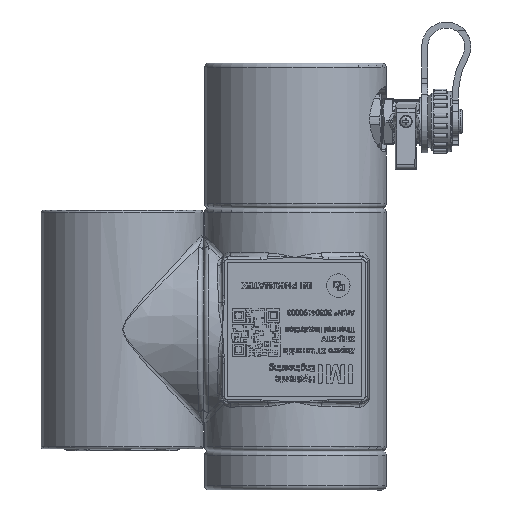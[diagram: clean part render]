
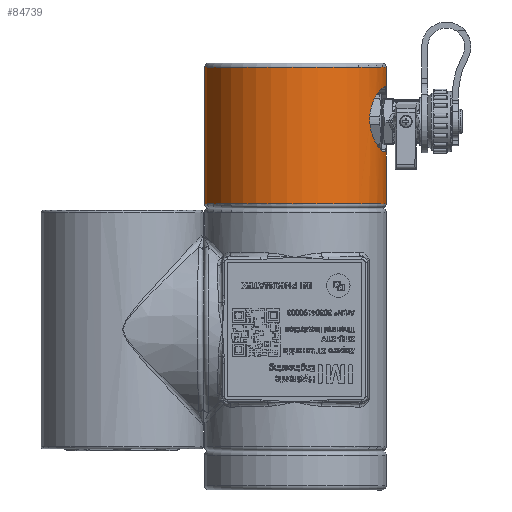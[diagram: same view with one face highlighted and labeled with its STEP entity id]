
A CAD part, left-side view. The second image highlights one B-rep face of the part: STEP entity #84739.
In plain terms, the highlighted cylindrical face has radius 42 mm (diameter 84 mm), a partial arc.
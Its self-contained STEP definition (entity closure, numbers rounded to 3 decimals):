
#3565=B_SPLINE_CURVE_WITH_KNOTS('',3,(#158240,#158241,#158242,#158243,#158244,
#158245,#158246,#158247,#158248,#158249),.UNSPECIFIED.,.F.,.F.,(4,2,2,2,
4),(0.151,0.189,0.227,0.265,
0.302),.UNSPECIFIED.);
#3566=B_SPLINE_CURVE_WITH_KNOTS('',3,(#158273,#158274,#158275,#158276,#158277,
#158278,#158279,#158280,#158281,#158282),.UNSPECIFIED.,.F.,.F.,(4,2,2,2,
4),(0.,0.038,0.075,0.113,0.151),
 .UNSPECIFIED.);
#3567=B_SPLINE_CURVE_WITH_KNOTS('',3,(#158285,#158286,#158287,#158288,#158289,
#158290,#158291,#158292,#158293,#158294,#158295,#158296,#158297,#158298,
#158299,#158300,#158301,#158302,#158303,#158304,#158305,#158306,#158307,
#158308,#158309,#158310),.UNSPECIFIED.,.F.,.F.,(4,2,2,2,2,2,2,2,2,2,2,2,
4),(2.27,2.573,2.876,3.481,
4.056,4.343,4.631,4.918,5.206,
5.78,6.386,6.689,6.992),
 .UNSPECIFIED.);
#5346=CYLINDRICAL_SURFACE('',#88251,42.);
#6036=CIRCLE('',#88186,42.);
#6075=CIRCLE('',#88248,42.);
#6077=CIRCLE('',#88252,42.);
#6078=CIRCLE('',#88253,42.);
#10384=FACE_OUTER_BOUND('',#14760,.T.);
#14760=EDGE_LOOP('',(#71874,#71875,#71876,#71877,#71878,#71879,#71880,#71881,
#71882,#71883,#71884,#71885,#71886,#71887));
#22578=LINE('',#157196,#30603);
#22584=LINE('',#157334,#30609);
#22593=LINE('',#157723,#30618);
#22613=LINE('',#158267,#30638);
#22615=LINE('',#158271,#30640);
#22616=LINE('',#158311,#30641);
#22617=LINE('',#158312,#30642);
#30603=VECTOR('',#102011,1.);
#30609=VECTOR('',#102025,1.);
#30618=VECTOR('',#102096,1.);
#30638=VECTOR('',#102170,1.);
#30640=VECTOR('',#102174,1.);
#30641=VECTOR('',#102177,1.);
#30642=VECTOR('',#102178,1.);
#38602=VERTEX_POINT('',#157116);
#38604=VERTEX_POINT('',#157179);
#38606=VERTEX_POINT('',#157194);
#38607=VERTEX_POINT('',#157195);
#38619=VERTEX_POINT('',#157322);
#38620=VERTEX_POINT('',#157333);
#38653=VERTEX_POINT('',#157720);
#38654=VERTEX_POINT('',#157722);
#38680=VERTEX_POINT('',#158238);
#38681=VERTEX_POINT('',#158239);
#38686=VERTEX_POINT('',#158261);
#38688=VERTEX_POINT('',#158270);
#38689=VERTEX_POINT('',#158272);
#38690=VERTEX_POINT('',#158283);
#50580=EDGE_CURVE('',#38604,#38602,#6036,.T.);
#50583=EDGE_CURVE('',#38606,#38607,#22578,.T.);
#50597=EDGE_CURVE('',#38619,#38620,#22584,.T.);
#50640=EDGE_CURVE('',#38653,#38654,#22593,.T.);
#50680=EDGE_CURVE('',#38680,#38681,#3565,.T.);
#50687=EDGE_CURVE('',#38686,#38680,#6075,.T.);
#50690=EDGE_CURVE('',#38604,#38681,#22613,.T.);
#50692=EDGE_CURVE('',#38688,#38606,#22615,.T.);
#50693=EDGE_CURVE('',#38688,#38689,#3566,.T.);
#50694=EDGE_CURVE('',#38689,#38690,#6077,.T.);
#50695=EDGE_CURVE('',#38686,#38690,#3567,.T.);
#50696=EDGE_CURVE('',#38602,#38654,#22616,.T.);
#50697=EDGE_CURVE('',#38620,#38653,#22617,.T.);
#50698=EDGE_CURVE('',#38619,#38607,#6078,.T.);
#71874=ORIENTED_EDGE('',*,*,#50692,.F.);
#71875=ORIENTED_EDGE('',*,*,#50693,.T.);
#71876=ORIENTED_EDGE('',*,*,#50694,.T.);
#71877=ORIENTED_EDGE('',*,*,#50695,.F.);
#71878=ORIENTED_EDGE('',*,*,#50687,.T.);
#71879=ORIENTED_EDGE('',*,*,#50680,.T.);
#71880=ORIENTED_EDGE('',*,*,#50690,.F.);
#71881=ORIENTED_EDGE('',*,*,#50580,.T.);
#71882=ORIENTED_EDGE('',*,*,#50696,.T.);
#71883=ORIENTED_EDGE('',*,*,#50640,.F.);
#71884=ORIENTED_EDGE('',*,*,#50697,.F.);
#71885=ORIENTED_EDGE('',*,*,#50597,.F.);
#71886=ORIENTED_EDGE('',*,*,#50698,.T.);
#71887=ORIENTED_EDGE('',*,*,#50583,.F.);
#84739=ADVANCED_FACE('',(#10384),#5346,.T.);
#88186=AXIS2_PLACEMENT_3D('',#157180,#102005,#102006);
#88248=AXIS2_PLACEMENT_3D('',#158262,#102163,#102164);
#88251=AXIS2_PLACEMENT_3D('',#158269,#102172,#102173);
#88252=AXIS2_PLACEMENT_3D('',#158284,#102175,#102176);
#88253=AXIS2_PLACEMENT_3D('',#158313,#102179,#102180);
#102005=DIRECTION('center_axis',(0.,0.,
-1.));
#102006=DIRECTION('ref_axis',(1.,-0.009,0.));
#102011=DIRECTION('',(0.,0.,-1.));
#102025=DIRECTION('',(0.,0.,1.));
#102096=DIRECTION('',(0.,0.,1.));
#102163=DIRECTION('center_axis',(0.,0.,
1.));
#102164=DIRECTION('ref_axis',(-1.,0.009,0.));
#102170=DIRECTION('',(0.,0.,-1.));
#102172=DIRECTION('center_axis',(0.,0.,
1.));
#102173=DIRECTION('ref_axis',(-1.,0.009,0.));
#102174=DIRECTION('',(0.,0.,-1.));
#102175=DIRECTION('center_axis',(0.,0.,
-1.));
#102176=DIRECTION('ref_axis',(1.,-0.009,0.));
#102177=DIRECTION('',(0.,0.,-1.));
#102178=DIRECTION('',(0.,0.,1.));
#102179=DIRECTION('center_axis',(0.,0.,
1.));
#102180=DIRECTION('ref_axis',(-1.,0.009,0.));
#157116=CARTESIAN_POINT('',(-7.406,70.498,187.279));
#157179=CARTESIAN_POINT('',(-8.149,-13.117,187.279));
#157180=CARTESIAN_POINT('Origin',(-3.778,28.655,187.279));
#157194=CARTESIAN_POINT('',(-8.149,-13.117,137.662));
#157195=CARTESIAN_POINT('',(-8.149,-13.117,124.279));
#157196=CARTESIAN_POINT('',(-8.149,-13.117,122.279));
#157322=CARTESIAN_POINT('',(-7.406,70.498,124.279));
#157333=CARTESIAN_POINT('',(-7.406,70.498,137.396));
#157334=CARTESIAN_POINT('',(-7.406,70.498,122.279));
#157720=CARTESIAN_POINT('',(-7.406,70.498,155.162));
#157722=CARTESIAN_POINT('',(-7.406,70.498,169.279));
#157723=CARTESIAN_POINT('',(-7.406,70.498,122.279));
#158238=CARTESIAN_POINT('',(-9.148,-13.,178.279));
#158239=CARTESIAN_POINT('',(-8.149,-13.117,179.279));
#158240=CARTESIAN_POINT('Ctrl Pts',(-9.148,-13.,
178.279));
#158241=CARTESIAN_POINT('Ctrl Pts',(-9.022,-13.017,
178.279));
#158242=CARTESIAN_POINT('Ctrl Pts',(-8.889,-13.033,
178.304));
#158243=CARTESIAN_POINT('Ctrl Pts',(-8.643,-13.063,
178.406));
#158244=CARTESIAN_POINT('Ctrl Pts',(-8.53,-13.076,
178.483));
#158245=CARTESIAN_POINT('Ctrl Pts',(-8.353,-13.095,
178.661));
#158246=CARTESIAN_POINT('Ctrl Pts',(-8.276,-13.104,
178.773));
#158247=CARTESIAN_POINT('Ctrl Pts',(-8.174,-13.114,
179.019));
#158248=CARTESIAN_POINT('Ctrl Pts',(-8.149,-13.117,
179.153));
#158249=CARTESIAN_POINT('Ctrl Pts',(-8.149,-13.117,
179.279));
#158261=CARTESIAN_POINT('',(-13.141,-12.288,178.279));
#158262=CARTESIAN_POINT('Origin',(-3.778,28.655,178.279));
#158267=CARTESIAN_POINT('',(-8.149,-13.117,122.279));
#158269=CARTESIAN_POINT('Origin',(-3.778,28.655,122.279));
#158270=CARTESIAN_POINT('',(-8.149,-13.117,147.279));
#158271=CARTESIAN_POINT('',(-8.149,-13.117,122.279));
#158272=CARTESIAN_POINT('',(-9.148,-13.,148.279));
#158273=CARTESIAN_POINT('Ctrl Pts',(-8.149,-13.117,
147.279));
#158274=CARTESIAN_POINT('Ctrl Pts',(-8.149,-13.117,
147.405));
#158275=CARTESIAN_POINT('Ctrl Pts',(-8.174,-13.115,
147.538));
#158276=CARTESIAN_POINT('Ctrl Pts',(-8.275,-13.104,
147.784));
#158277=CARTESIAN_POINT('Ctrl Pts',(-8.352,-13.095,
147.897));
#158278=CARTESIAN_POINT('Ctrl Pts',(-8.529,-13.076,
148.075));
#158279=CARTESIAN_POINT('Ctrl Pts',(-8.642,-13.063,
148.152));
#158280=CARTESIAN_POINT('Ctrl Pts',(-8.888,-13.033,
148.254));
#158281=CARTESIAN_POINT('Ctrl Pts',(-9.022,-13.017,
148.279));
#158282=CARTESIAN_POINT('Ctrl Pts',(-9.148,-13.,
148.279));
#158283=CARTESIAN_POINT('',(-13.141,-12.288,148.279));
#158284=CARTESIAN_POINT('Origin',(-3.778,28.655,148.279));
#158285=CARTESIAN_POINT('Ctrl Pts',(-13.141,-12.288,
178.279));
#158286=CARTESIAN_POINT('Ctrl Pts',(-14.125,-12.063,
178.279));
#158287=CARTESIAN_POINT('Ctrl Pts',(-15.131,-11.795,
178.18));
#158288=CARTESIAN_POINT('Ctrl Pts',(-17.112,-11.186,
177.777));
#158289=CARTESIAN_POINT('Ctrl Pts',(-18.087,-10.845,
177.472));
#158290=CARTESIAN_POINT('Ctrl Pts',(-20.872,-9.761,
176.279));
#158291=CARTESIAN_POINT('Ctrl Pts',(-22.538,-8.952,
175.1));
#158292=CARTESIAN_POINT('Ctrl Pts',(-25.099,-7.559,
172.458));
#158293=CARTESIAN_POINT('Ctrl Pts',(-26.204,-6.868,
170.827));
#158294=CARTESIAN_POINT('Ctrl Pts',(-27.323,-6.127,
168.105));
#158295=CARTESIAN_POINT('Ctrl Pts',(-27.61,-5.929,
167.152));
#158296=CARTESIAN_POINT('Ctrl Pts',(-27.99,-5.664,
165.218));
#158297=CARTESIAN_POINT('Ctrl Pts',(-28.083,-5.598,
164.237));
#158298=CARTESIAN_POINT('Ctrl Pts',(-28.083,-5.598,
162.321));
#158299=CARTESIAN_POINT('Ctrl Pts',(-27.99,-5.664,
161.34));
#158300=CARTESIAN_POINT('Ctrl Pts',(-27.61,-5.929,
159.406));
#158301=CARTESIAN_POINT('Ctrl Pts',(-27.323,-6.127,
158.453));
#158302=CARTESIAN_POINT('Ctrl Pts',(-26.204,-6.868,
155.731));
#158303=CARTESIAN_POINT('Ctrl Pts',(-25.099,-7.559,
154.1));
#158304=CARTESIAN_POINT('Ctrl Pts',(-22.538,-8.952,
151.458));
#158305=CARTESIAN_POINT('Ctrl Pts',(-20.872,-9.761,
150.279));
#158306=CARTESIAN_POINT('Ctrl Pts',(-18.087,-10.845,
149.086));
#158307=CARTESIAN_POINT('Ctrl Pts',(-17.112,-11.186,
148.781));
#158308=CARTESIAN_POINT('Ctrl Pts',(-15.131,-11.795,
148.378));
#158309=CARTESIAN_POINT('Ctrl Pts',(-14.125,-12.063,
148.279));
#158310=CARTESIAN_POINT('Ctrl Pts',(-13.141,-12.288,
148.279));
#158311=CARTESIAN_POINT('',(-7.406,70.498,189.279));
#158312=CARTESIAN_POINT('',(-7.406,70.498,122.279));
#158313=CARTESIAN_POINT('Origin',(-3.778,28.655,124.279));
